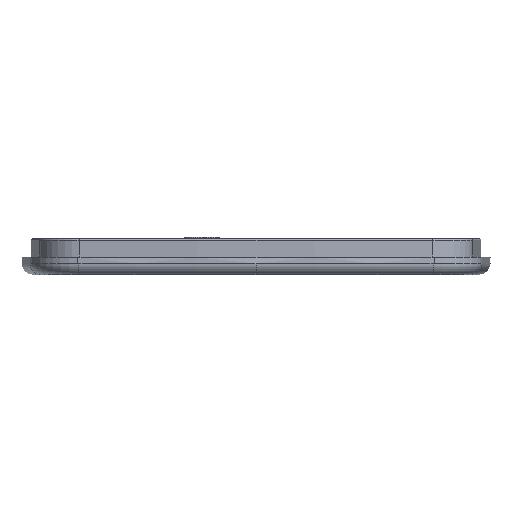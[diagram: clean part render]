
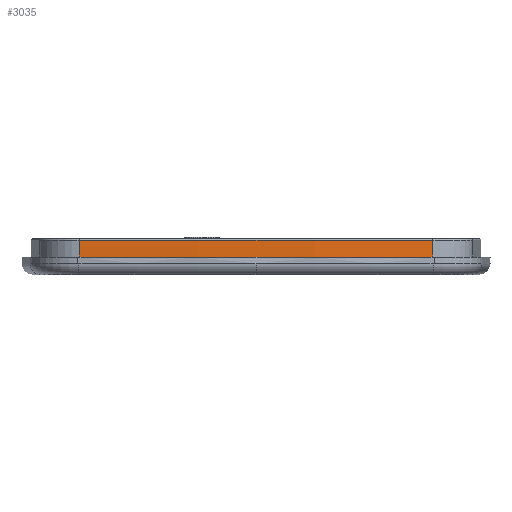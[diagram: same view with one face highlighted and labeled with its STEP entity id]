
A CAD part, left-side view. The second image highlights one B-rep face of the part: STEP entity #3035.
In plain terms, the highlighted cylindrical face has radius 135.952 mm (diameter 271.904 mm), a partial arc.
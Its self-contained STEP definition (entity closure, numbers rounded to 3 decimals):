
#53 = EDGE_CURVE ( 'NONE', #2031, #1907, #458, .T. ) ;
#138 = CARTESIAN_POINT ( 'NONE',  ( -19.683, -16.184, -58.031 ) ) ;
#398 = DIRECTION ( 'NONE',  ( 0., 0., 1. ) ) ;
#407 = ORIENTED_EDGE ( 'NONE', *, *, #643, .T. ) ;
#458 = CIRCLE ( 'NONE', #2677, 135.952 ) ;
#515 = AXIS2_PLACEMENT_3D ( 'NONE', #1512, #398, #2565 ) ;
#519 = DIRECTION ( 'NONE',  ( 0., 0., -1. ) ) ;
#557 = CYLINDRICAL_SURFACE ( 'NONE', #988, 135.952 ) ;
#643 = EDGE_CURVE ( 'NONE', #1387, #1441, #3011, .T. ) ;
#722 = EDGE_CURVE ( 'NONE', #1441, #2031, #2092, .T. ) ;
#723 = ORIENTED_EDGE ( 'NONE', *, *, #53, .T. ) ;
#776 = EDGE_CURVE ( 'NONE', #1387, #1907, #3353, .T. ) ;
#848 = CARTESIAN_POINT ( 'NONE',  ( -19.683, -16.184, 0.8 ) ) ;
#988 = AXIS2_PLACEMENT_3D ( 'NONE', #1789, #2017, #3325 ) ;
#1171 = EDGE_LOOP ( 'NONE', ( #2842, #723, #1434, #407 ) ) ;
#1387 = VERTEX_POINT ( 'NONE', #2396 ) ;
#1434 = ORIENTED_EDGE ( 'NONE', *, *, #776, .F. ) ;
#1441 = VERTEX_POINT ( 'NONE', #848 ) ;
#1512 = CARTESIAN_POINT ( 'NONE',  ( 115.302, 0., 0.8 ) ) ;
#1565 = DIRECTION ( 'NONE',  ( 0., 0., 1. ) ) ;
#1621 = VECTOR ( 'NONE', #2264, 1000. ) ;
#1750 = VECTOR ( 'NONE', #1565, 1000. ) ;
#1789 = CARTESIAN_POINT ( 'NONE',  ( 115.302, 0., -58.031 ) ) ;
#1885 = DIRECTION ( 'NONE',  ( 1., 0., 0. ) ) ;
#1907 = VERTEX_POINT ( 'NONE', #2242 ) ;
#2017 = DIRECTION ( 'NONE',  ( 0., 0., 1. ) ) ;
#2031 = VERTEX_POINT ( 'NONE', #3131 ) ;
#2032 = FACE_OUTER_BOUND ( 'NONE', #1171, .T. ) ;
#2092 = LINE ( 'NONE', #138, #1750 ) ;
#2170 = CARTESIAN_POINT ( 'NONE',  ( 115.302, 0., 2.35 ) ) ;
#2242 = CARTESIAN_POINT ( 'NONE',  ( -19.683, 16.184, 2.35 ) ) ;
#2264 = DIRECTION ( 'NONE',  ( 0., 0., 1. ) ) ;
#2396 = CARTESIAN_POINT ( 'NONE',  ( -19.683, 16.184, 0.8 ) ) ;
#2565 = DIRECTION ( 'NONE',  ( -1., 0., 0. ) ) ;
#2677 = AXIS2_PLACEMENT_3D ( 'NONE', #2170, #519, #1885 ) ;
#2842 = ORIENTED_EDGE ( 'NONE', *, *, #722, .T. ) ;
#3011 = CIRCLE ( 'NONE', #515, 135.952 ) ;
#3035 = ADVANCED_FACE ( 'NONE', ( #2032 ), #557, .T. ) ;
#3044 = CARTESIAN_POINT ( 'NONE',  ( -19.683, 16.184, -58.031 ) ) ;
#3131 = CARTESIAN_POINT ( 'NONE',  ( -19.683, -16.184, 2.35 ) ) ;
#3325 = DIRECTION ( 'NONE',  ( 1., 0., 0. ) ) ;
#3353 = LINE ( 'NONE', #3044, #1621 ) ;
